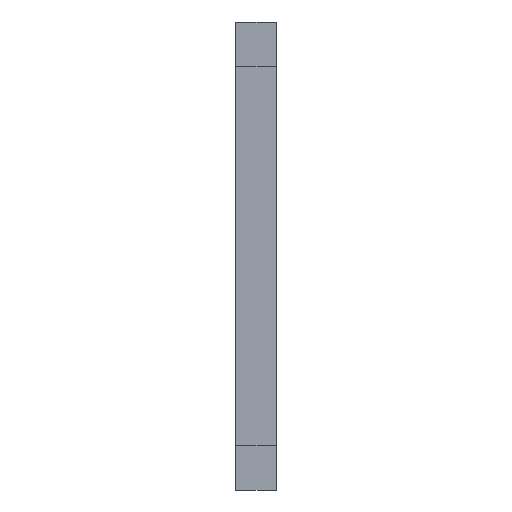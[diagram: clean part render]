
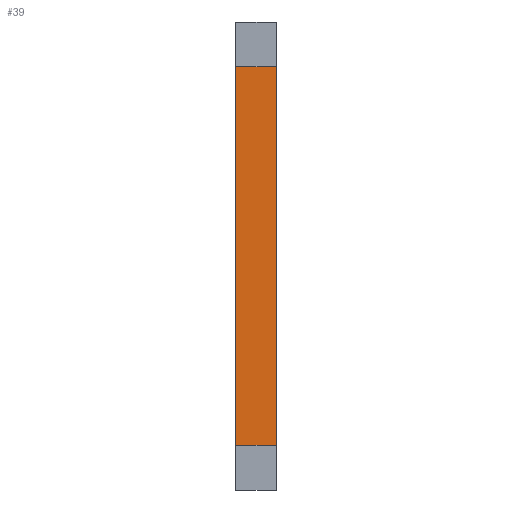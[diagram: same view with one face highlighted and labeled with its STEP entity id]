
A CAD part, left-side view. The second image highlights one B-rep face of the part: STEP entity #39.
In plain terms, the highlighted planar face has unit normal (-1, 0, 0).
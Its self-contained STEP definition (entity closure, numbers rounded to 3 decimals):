
#9 = VERTEX_POINT ( 'NONE', #321 ) ;
#19 = CARTESIAN_POINT ( 'NONE',  ( 10.5, 3., 12.6 ) ) ;
#39 = ADVANCED_FACE ( 'NONE', ( #365 ), #238, .T. ) ;
#56 = CARTESIAN_POINT ( 'NONE',  ( 10.5, 3., -44. ) ) ;
#83 = CARTESIAN_POINT ( 'NONE',  ( 10.5, -3., 12.6 ) ) ;
#96 = VECTOR ( 'NONE', #620, 1000. ) ;
#152 = VERTEX_POINT ( 'NONE', #83 ) ;
#162 = LINE ( 'NONE', #278, #706 ) ;
#181 = VERTEX_POINT ( 'NONE', #56 ) ;
#192 = ORIENTED_EDGE ( 'NONE', *, *, #559, .T. ) ;
#228 = DIRECTION ( 'NONE',  ( 0., 0., 1. ) ) ;
#229 = DIRECTION ( 'NONE',  ( -1., 0., 0. ) ) ;
#233 = ORIENTED_EDGE ( 'NONE', *, *, #556, .T. ) ;
#238 = PLANE ( 'NONE',  #453 ) ;
#241 = CARTESIAN_POINT ( 'NONE',  ( 10.5, -3., -44. ) ) ;
#278 = CARTESIAN_POINT ( 'NONE',  ( 10.5, -3., -44. ) ) ;
#309 = VECTOR ( 'NONE', #622, 1000. ) ;
#314 = VERTEX_POINT ( 'NONE', #19 ) ;
#321 = CARTESIAN_POINT ( 'NONE',  ( 10.5, -3., -44. ) ) ;
#324 = LINE ( 'NONE', #647, #309 ) ;
#365 = FACE_OUTER_BOUND ( 'NONE', #613, .T. ) ;
#381 = VECTOR ( 'NONE', #682, 1000. ) ;
#398 = LINE ( 'NONE', #691, #381 ) ;
#411 = LINE ( 'NONE', #621, #96 ) ;
#446 = ORIENTED_EDGE ( 'NONE', *, *, #521, .T. ) ;
#453 = AXIS2_PLACEMENT_3D ( 'NONE', #241, #229, #228 ) ;
#521 = EDGE_CURVE ( 'NONE', #314, #181, #398, .T. ) ;
#556 = EDGE_CURVE ( 'NONE', #181, #9, #162, .T. ) ;
#559 = EDGE_CURVE ( 'NONE', #9, #152, #324, .T. ) ;
#563 = EDGE_CURVE ( 'NONE', #314, #152, #411, .T. ) ;
#613 = EDGE_LOOP ( 'NONE', ( #233, #192, #636, #446 ) ) ;
#620 = DIRECTION ( 'NONE',  ( 0., -1., 0. ) ) ;
#621 = CARTESIAN_POINT ( 'NONE',  ( 10.5, -3., 12.6 ) ) ;
#622 = DIRECTION ( 'NONE',  ( 0., 0., 1. ) ) ;
#625 = DIRECTION ( 'NONE',  ( 0., -1., 0. ) ) ;
#636 = ORIENTED_EDGE ( 'NONE', *, *, #563, .F. ) ;
#647 = CARTESIAN_POINT ( 'NONE',  ( 10.5, -3., 0. ) ) ;
#682 = DIRECTION ( 'NONE',  ( 0., 0., -1. ) ) ;
#691 = CARTESIAN_POINT ( 'NONE',  ( 10.5, 3., -44. ) ) ;
#706 = VECTOR ( 'NONE', #625, 1000. ) ;
